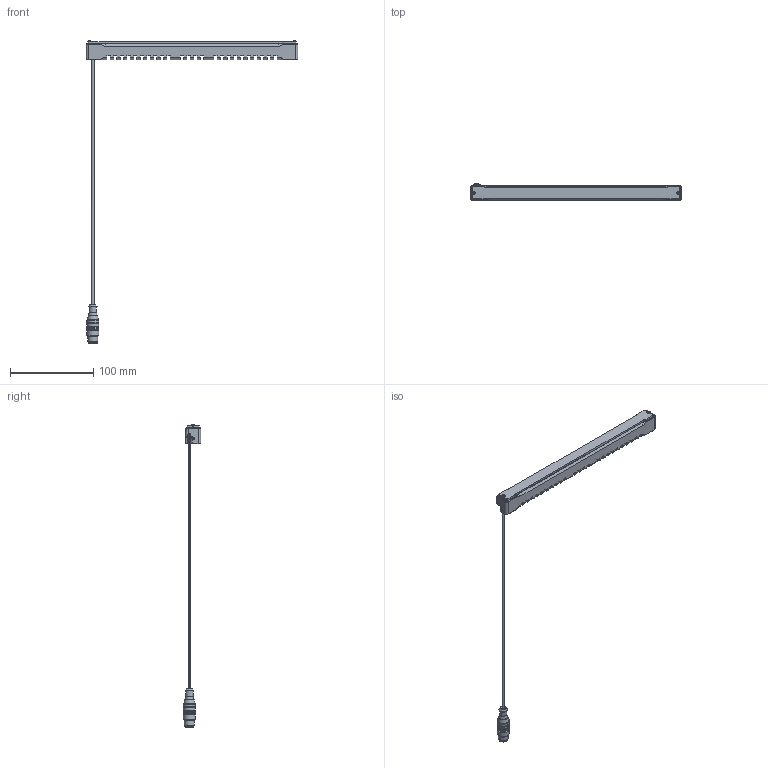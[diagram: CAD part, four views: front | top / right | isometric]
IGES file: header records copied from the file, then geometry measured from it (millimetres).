
Global section: file name: BE-A240; native system: Autodesk Inventor 2021; preprocessor: unknown; author: S. Sandt; organization: di-soric GmbH & Co. KG; date: 20210323.074855; units: millimetre
Bounding box: 254 x 20.75 x 362.85 mm (x, y, z)
Volume: 87224.9 mm3; surface area: 39329 mm2
Topology: 1 solids, 7 shells, 497 faces, 1368 edges, 897 vertices
Faces by surface type: bspline 497
